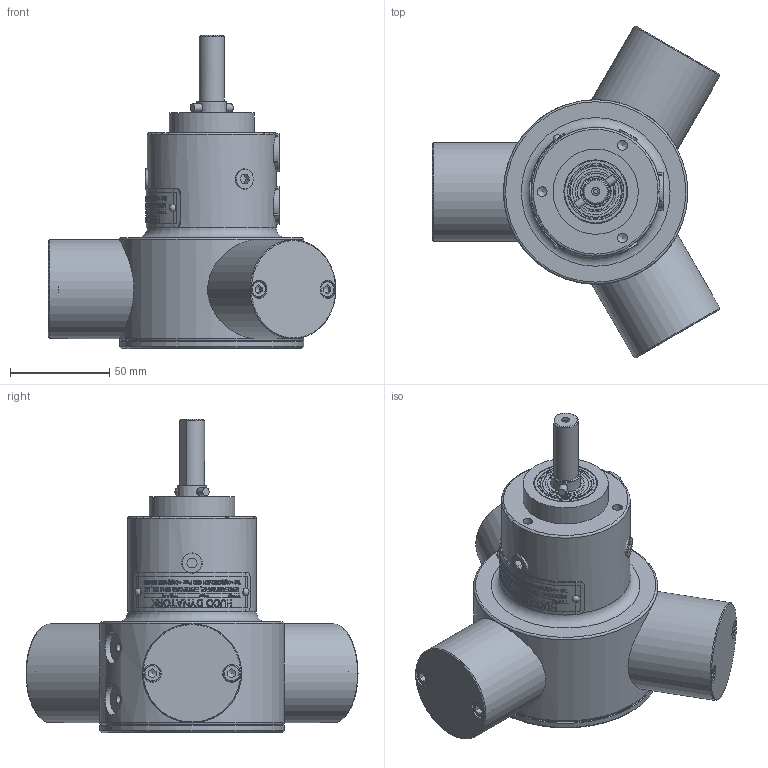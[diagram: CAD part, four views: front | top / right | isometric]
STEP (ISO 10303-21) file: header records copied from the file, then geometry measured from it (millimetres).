
FILE_DESCRIPTION(/* description */ (''),/* implementation_level */ '2;1');
FILE_NAME(/* name */ '970.25.stp',/* time_stamp */ '2023-02-21T09:04:39Z',/* author */ ('mark.aspinell'),/* organization */ (''),/* preprocessor_version */ 'ST-DEVELOPER v19.2',/* originating_system */ 'Autodesk Inventor 2023',/* authorisation */ '');
FILE_SCHEMA (('AUTOMOTIVE_DESIGN { 1 0 10303 214 3 1 1 }'));
Length unit declared in the file: millimetre
Products named in the file (1): Part1
Bounding box: 145.19 x 167.44 x 158.15 mm (x, y, z)
Volume: 669306.8 mm3; surface area: 229440.8 mm2
Topology: 91 solids, 91 shells, 2381 faces, 6081 edges, 4005 vertices
Faces by surface type: plane 977, bspline 644, cylinder 459, cone 154, torus 121, sphere 26
Full cylindrical faces by diameter (mm): 2 x3, 2.2 x2, 2.4 x2, 2.459 x9, 3 x9, 3.4 x9, 4 x2, 4.134 x8, 4.917 x3, 5 x6, 5.35 x9, 5.5 x6, 6 x1, 6.5 x20, 6.647 x1, 8 x1, 8.4 x1, 8.5 x6, 8.566 x7, 9 x7, 10 x2, 11.3 x2, 11.445 x2, 11.63 x1, 12 x8, 15 x4, 15.25 x2, 16 x3, 17.6 x2, 18.35 x4
Entity records: 91599 total; most frequent: CARTESIAN_POINT 33862, ORIENTED_EDGE 12102, DIRECTION 9960, EDGE_CURVE 6051, VERTEX_POINT 4098, AXIS2_PLACEMENT_3D 3592, LINE 2776, VECTOR 2776
